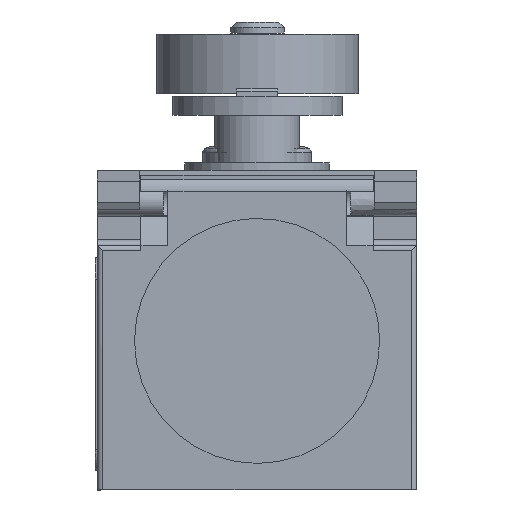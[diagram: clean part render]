
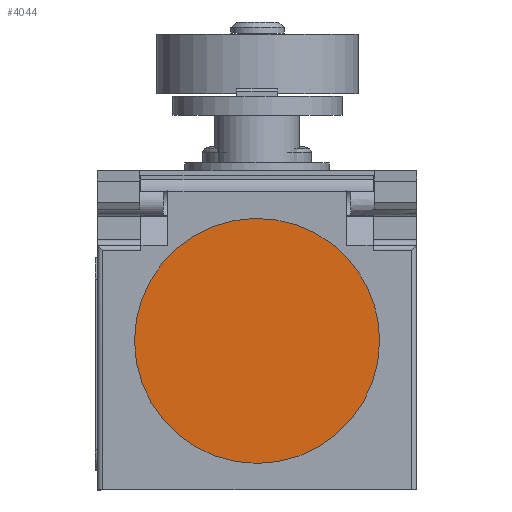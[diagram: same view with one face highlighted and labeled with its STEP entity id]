
A CAD part, front view. The second image highlights one B-rep face of the part: STEP entity #4044.
In plain terms, the highlighted planar face has unit normal (0, -1, 0).
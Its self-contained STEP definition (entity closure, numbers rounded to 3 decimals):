
#2139=CARTESIAN_POINT('',(26.502,0.,14.));
#2140=VERTEX_POINT('',#2139);
#2149=CARTESIAN_POINT('',(3.498,0.,14.));
#2150=VERTEX_POINT('',#2149);
#2151=CARTESIAN_POINT('',(15.0,0.,14.));
#2152=DIRECTION('',(0.0,-1.0,0.0));
#2153=DIRECTION('',(1.0,0.0,0.0));
#2154=AXIS2_PLACEMENT_3D('',#2151,#2152,#2153);
#2155=CIRCLE('',#2154,11.502);
#2156=EDGE_CURVE('',#2150,#2140,#2155,.T.);
#4015=CARTESIAN_POINT('',(22.162,0.,23.));
#4016=VERTEX_POINT('',#4015);
#4017=CARTESIAN_POINT('',(15.0,0.,14.));
#4018=DIRECTION('',(0.0,-1.0,0.0));
#4019=DIRECTION('',(1.0,0.0,0.0));
#4020=AXIS2_PLACEMENT_3D('',#4017,#4018,#4019);
#4021=CIRCLE('',#4020,11.502);
#4022=EDGE_CURVE('',#4016,#2150,#4021,.T.);
#4024=CARTESIAN_POINT('',(15.0,0.,14.));
#4025=DIRECTION('',(0.0,-1.0,0.0));
#4026=DIRECTION('',(1.0,0.0,0.0));
#4027=AXIS2_PLACEMENT_3D('',#4024,#4025,#4026);
#4028=CIRCLE('',#4027,11.502);
#4029=EDGE_CURVE('',#2140,#4016,#4028,.T.);
#4034=CARTESIAN_POINT('',(14.911,0.,4.125));
#4035=DIRECTION('',(0.0,-1.0,0.0));
#4036=DIRECTION('',(0.0,0.0,1.0));
#4037=AXIS2_PLACEMENT_3D('',#4034,#4035,#4036);
#4038=PLANE('',#4037);
#4039=ORIENTED_EDGE('',*,*,#4022,.T.);
#4040=ORIENTED_EDGE('',*,*,#2156,.T.);
#4041=ORIENTED_EDGE('',*,*,#4029,.T.);
#4042=EDGE_LOOP('',(#4039,#4040,#4041));
#4043=FACE_OUTER_BOUND('',#4042,.T.);
#4044=ADVANCED_FACE('',(#4043),#4038,.T.);
